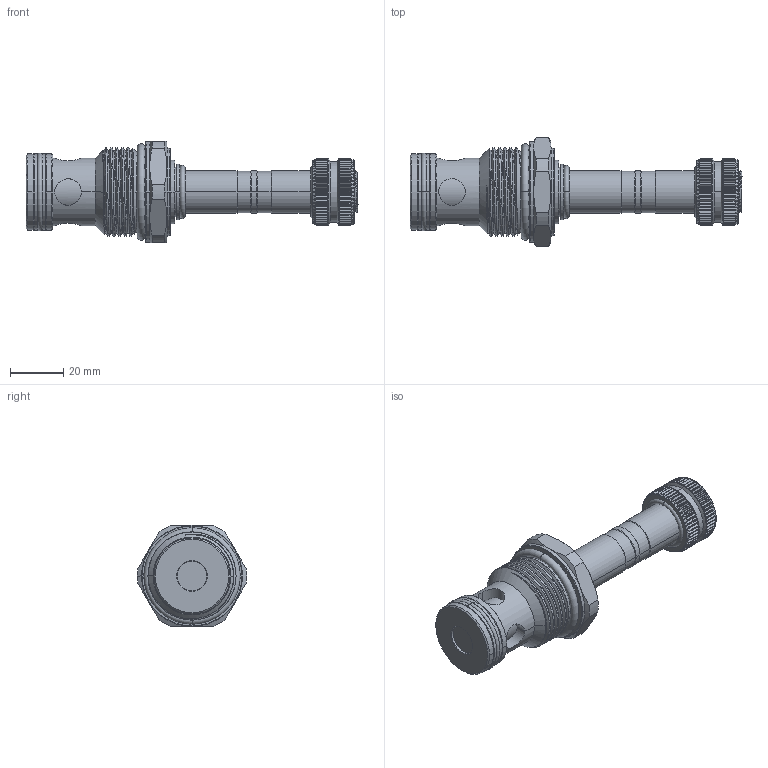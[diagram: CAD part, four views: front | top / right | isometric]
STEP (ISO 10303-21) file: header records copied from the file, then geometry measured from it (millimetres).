
FILE_DESCRIPTION (( 'STEP AP203' ), '1' );
FILE_NAME ('EP16W2C03N05.STEP', '2024-08-15T02:08:37', ( '' ), ( '' ), 'SwSTEP 2.0', 'SolidWorks 2018', '' );
FILE_SCHEMA (( 'CONFIG_CONTROL_DESIGN' ));
Length unit declared in the file: millimetre
Products named in the file (1): EP16W2C03N05
Bounding box: 124.85 x 41.1 x 38 mm (x, y, z)
Volume: 60055.2 mm3; surface area: 17533.3 mm2
Topology: 4 solids, 4 shells, 1045 faces, 2741 edges, 1727 vertices
Faces by surface type: cylinder 419, plane 419, cone 160, torus 28, bspline 17, sphere 2
Entity records: 39390 total; most frequent: CARTESIAN_POINT 14626, ORIENTED_EDGE 5472, DIRECTION 4864, EDGE_CURVE 2736, AXIS2_PLACEMENT_3D 1894, VERTEX_POINT 1724, VECTOR 1076, LINE 1076
